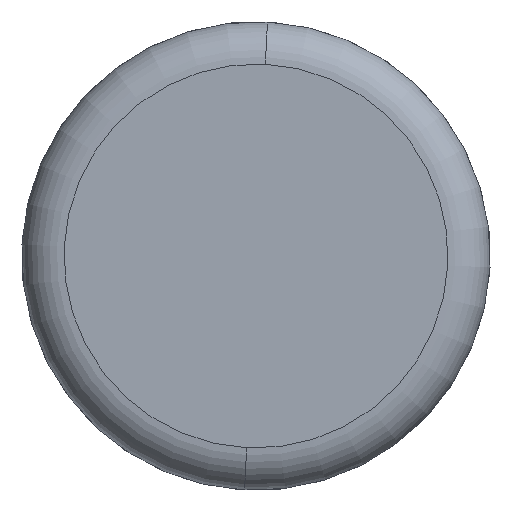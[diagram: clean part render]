
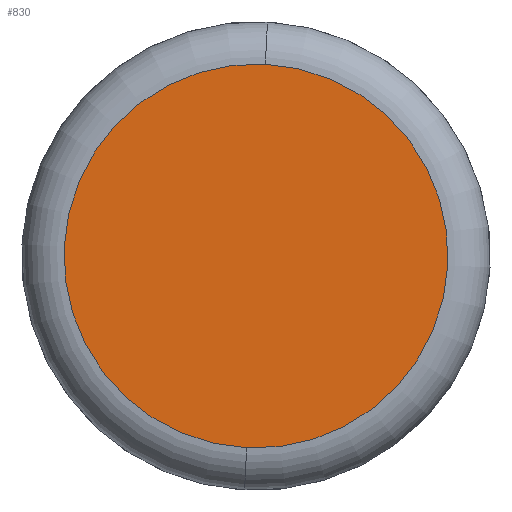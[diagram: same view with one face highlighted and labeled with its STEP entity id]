
A CAD part, front view. The second image highlights one B-rep face of the part: STEP entity #830.
In plain terms, the highlighted planar face has unit normal (0, -1, 0).
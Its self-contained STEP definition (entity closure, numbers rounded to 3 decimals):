
#46 = DIRECTION ( 'NONE',  ( 0.049, 0., 0.999 ) ) ;
#116 = EDGE_CURVE ( 'NONE', #187, #1142, #1289, .T. ) ;
#187 = VERTEX_POINT ( 'NONE', #666 ) ;
#242 = ORIENTED_EDGE ( 'NONE', *, *, #116, .F. ) ;
#283 = PLANE ( 'NONE',  #395 ) ;
#334 = DIRECTION ( 'NONE',  ( 0.049, 0., 0.999 ) ) ;
#395 = AXIS2_PLACEMENT_3D ( 'NONE', #1035, #1161, #780 ) ;
#461 = DIRECTION ( 'NONE',  ( 0., 1., 0. ) ) ;
#666 = CARTESIAN_POINT ( 'NONE',  ( -0.444, -28.75, -9.069 ) ) ;
#690 = CIRCLE ( 'NONE', #899, 9.08 ) ;
#780 = DIRECTION ( 'NONE',  ( 1., 0., 0. ) ) ;
#808 = AXIS2_PLACEMENT_3D ( 'NONE', #1294, #1166, #46 ) ;
#830 = ADVANCED_FACE ( 'NONE', ( #1029 ), #283, .F. ) ;
#899 = AXIS2_PLACEMENT_3D ( 'NONE', #1593, #461, #334 ) ;
#1029 = FACE_OUTER_BOUND ( 'NONE', #1364, .T. ) ;
#1035 = CARTESIAN_POINT ( 'NONE',  ( 0., -28.75, 0. ) ) ;
#1080 = ORIENTED_EDGE ( 'NONE', *, *, #1228, .F. ) ;
#1142 = VERTEX_POINT ( 'NONE', #1509 ) ;
#1161 = DIRECTION ( 'NONE',  ( 0., 1., 0. ) ) ;
#1166 = DIRECTION ( 'NONE',  ( 0., 1., 0. ) ) ;
#1228 = EDGE_CURVE ( 'NONE', #1142, #187, #690, .T. ) ;
#1289 = CIRCLE ( 'NONE', #808, 9.08 ) ;
#1294 = CARTESIAN_POINT ( 'NONE',  ( 0., -28.75, 0. ) ) ;
#1364 = EDGE_LOOP ( 'NONE', ( #1080, #242 ) ) ;
#1509 = CARTESIAN_POINT ( 'NONE',  ( 0.444, -28.75, 9.069 ) ) ;
#1593 = CARTESIAN_POINT ( 'NONE',  ( 0., -28.75, 0. ) ) ;
